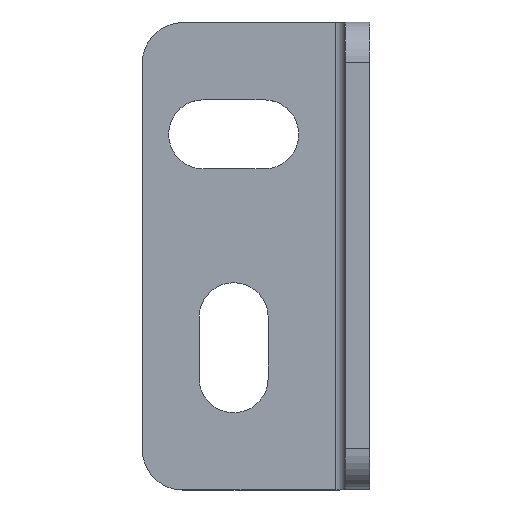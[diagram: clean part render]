
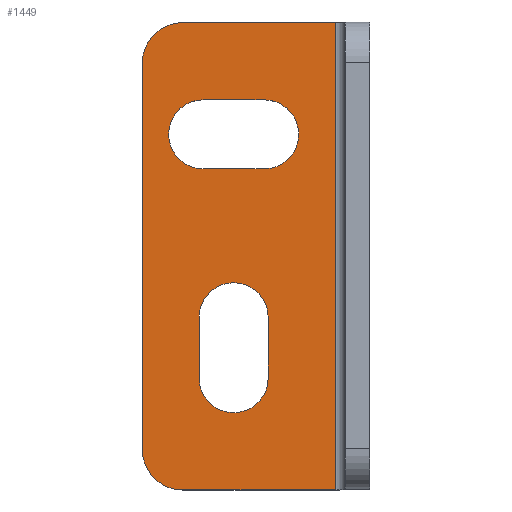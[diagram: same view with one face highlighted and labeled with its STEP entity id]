
A CAD part, top view. The second image highlights one B-rep face of the part: STEP entity #1449.
In plain terms, the highlighted planar face has unit normal (0, 0, 1).
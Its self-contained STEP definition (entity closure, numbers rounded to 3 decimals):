
#56=DIRECTION('',(1.,0.,0.));
#57=VECTOR('',#56,7.5);
#58=CARTESIAN_POINT('',(-12.9,-21.35,-17.6));
#59=LINE('',#58,#57);
#564=DIRECTION('',(0.,1.,0.));
#565=VECTOR('',#564,23.);
#566=CARTESIAN_POINT('',(-5.4,-21.35,-17.6));
#567=LINE('',#566,#565);
#571=CARTESIAN_POINT('',(-12.9,-19.35,-17.6));
#572=DIRECTION('',(0.,0.,-1.));
#573=DIRECTION('',(0.,-1.,0.));
#574=AXIS2_PLACEMENT_3D('',#571,#572,#573);
#579=DIRECTION('',(0.,1.,0.));
#580=VECTOR('',#579,19.);
#581=CARTESIAN_POINT('',(-14.9,-19.35,-17.6));
#582=LINE('',#581,#580);
#586=CARTESIAN_POINT('',(-12.9,-0.35,-17.6));
#587=DIRECTION('',(0.,0.,-1.));
#588=DIRECTION('',(-1.,0.,0.));
#589=AXIS2_PLACEMENT_3D('',#586,#587,#588);
#594=DIRECTION('',(1.,0.,0.));
#595=VECTOR('',#594,7.5);
#596=CARTESIAN_POINT('',(-12.9,1.65,-17.6));
#597=LINE('',#596,#595);
#601=CARTESIAN_POINT('',(-8.9,-3.85,-17.6));
#602=DIRECTION('',(0.,0.,1.));
#603=DIRECTION('',(0.,-1.,0.));
#604=AXIS2_PLACEMENT_3D('',#601,#602,#603);
#609=CARTESIAN_POINT('',(-8.9,-3.85,-17.6));
#610=DIRECTION('',(0.,0.,1.));
#611=DIRECTION('',(1.,0.,0.));
#612=AXIS2_PLACEMENT_3D('',#609,#610,#611);
#617=DIRECTION('',(-1.,0.,0.));
#618=VECTOR('',#617,3.);
#619=CARTESIAN_POINT('',(-8.9,-2.15,-17.6));
#620=LINE('',#619,#618);
#624=CARTESIAN_POINT('',(-11.9,-3.85,-17.6));
#625=DIRECTION('',(0.,0.,1.));
#626=DIRECTION('',(0.,1.,0.));
#627=AXIS2_PLACEMENT_3D('',#624,#625,#626);
#632=CARTESIAN_POINT('',(-11.9,-3.85,-17.6));
#633=DIRECTION('',(0.,0.,1.));
#634=DIRECTION('',(-1.,0.,0.));
#635=AXIS2_PLACEMENT_3D('',#632,#633,#634);
#640=DIRECTION('',(1.,0.,0.));
#641=VECTOR('',#640,3.);
#642=CARTESIAN_POINT('',(-11.9,-5.55,-17.6));
#643=LINE('',#642,#641);
#647=CARTESIAN_POINT('',(-10.4,-15.85,-17.6));
#648=DIRECTION('',(0.,0.,1.));
#649=DIRECTION('',(-1.,0.,0.));
#650=AXIS2_PLACEMENT_3D('',#647,#648,#649);
#655=DIRECTION('',(0.,1.,0.));
#656=VECTOR('',#655,3.);
#657=CARTESIAN_POINT('',(-8.7,-15.85,-17.6));
#658=LINE('',#657,#656);
#662=CARTESIAN_POINT('',(-10.4,-12.85,-17.6));
#663=DIRECTION('',(0.,0.,1.));
#664=DIRECTION('',(1.,0.,0.));
#665=AXIS2_PLACEMENT_3D('',#662,#663,#664);
#670=DIRECTION('',(0.,-1.,0.));
#671=VECTOR('',#670,3.);
#672=CARTESIAN_POINT('',(-12.1,-12.85,-17.6));
#673=LINE('',#672,#671);
#1015=CARTESIAN_POINT('',(-12.9,-21.35,-17.6));
#1016=VERTEX_POINT('',#1015);
#1017=CARTESIAN_POINT('',(-5.4,-21.35,-17.6));
#1018=VERTEX_POINT('',#1017);
#1139=CARTESIAN_POINT('',(-5.4,1.65,-17.6));
#1140=VERTEX_POINT('',#1139);
#1141=CARTESIAN_POINT('',(-14.9,-19.35,-17.6));
#1142=VERTEX_POINT('',#1141);
#1143=CARTESIAN_POINT('',(-14.9,-0.35,-17.6));
#1144=VERTEX_POINT('',#1143);
#1145=CARTESIAN_POINT('',(-12.9,1.65,-17.6));
#1146=VERTEX_POINT('',#1145);
#1147=CARTESIAN_POINT('',(-8.9,-5.55,-17.6));
#1148=CARTESIAN_POINT('',(-7.2,-3.85,-17.6));
#1149=VERTEX_POINT('',#1147);
#1150=VERTEX_POINT('',#1148);
#1151=CARTESIAN_POINT('',(-8.9,-2.15,-17.6));
#1152=VERTEX_POINT('',#1151);
#1153=CARTESIAN_POINT('',(-11.9,-2.15,-17.6));
#1154=VERTEX_POINT('',#1153);
#1155=CARTESIAN_POINT('',(-13.6,-3.85,-17.6));
#1156=VERTEX_POINT('',#1155);
#1157=CARTESIAN_POINT('',(-11.9,-5.55,-17.6));
#1158=VERTEX_POINT('',#1157);
#1159=CARTESIAN_POINT('',(-12.1,-15.85,-17.6));
#1160=CARTESIAN_POINT('',(-8.7,-15.85,-17.6));
#1161=VERTEX_POINT('',#1159);
#1162=VERTEX_POINT('',#1160);
#1163=CARTESIAN_POINT('',(-8.7,-12.85,-17.6));
#1164=VERTEX_POINT('',#1163);
#1165=CARTESIAN_POINT('',(-12.1,-12.85,-17.6));
#1166=VERTEX_POINT('',#1165);
#1408=CARTESIAN_POINT('',(-10.15,-9.85,-17.6));
#1409=DIRECTION('',(0.,0.,1.));
#1410=DIRECTION('',(1.,0.,0.));
#1411=AXIS2_PLACEMENT_3D('',#1408,#1409,#1410);
#1412=PLANE('',#1411);
#1413=ORIENTED_EDGE('',*,*,#1401,.F.);
#1414=ORIENTED_EDGE('',*,*,#1204,.F.);
#1416=ORIENTED_EDGE('',*,*,#1415,.T.);
#1418=ORIENTED_EDGE('',*,*,#1417,.T.);
#1420=ORIENTED_EDGE('',*,*,#1419,.T.);
#1422=ORIENTED_EDGE('',*,*,#1421,.T.);
#1423=EDGE_LOOP('',(#1413,#1414,#1416,#1418,#1420,#1422));
#1424=FACE_OUTER_BOUND('',#1423,.F.);
#1426=ORIENTED_EDGE('',*,*,#1425,.T.);
#1428=ORIENTED_EDGE('',*,*,#1427,.T.);
#1430=ORIENTED_EDGE('',*,*,#1429,.T.);
#1432=ORIENTED_EDGE('',*,*,#1431,.T.);
#1434=ORIENTED_EDGE('',*,*,#1433,.T.);
#1436=ORIENTED_EDGE('',*,*,#1435,.T.);
#1437=EDGE_LOOP('',(#1426,#1428,#1430,#1432,#1434,#1436));
#1438=FACE_BOUND('',#1437,.F.);
#1440=ORIENTED_EDGE('',*,*,#1439,.T.);
#1442=ORIENTED_EDGE('',*,*,#1441,.T.);
#1444=ORIENTED_EDGE('',*,*,#1443,.T.);
#1446=ORIENTED_EDGE('',*,*,#1445,.T.);
#1447=EDGE_LOOP('',(#1440,#1442,#1444,#1446));
#1448=FACE_BOUND('',#1447,.F.);
#1449=ADVANCED_FACE('',(#1424,#1438,#1448),#1412,.T.);
#575=CIRCLE('',#574,2.);
#590=CIRCLE('',#589,2.);
#605=CIRCLE('',#604,1.7);
#613=CIRCLE('',#612,1.7);
#628=CIRCLE('',#627,1.7);
#636=CIRCLE('',#635,1.7);
#651=CIRCLE('',#650,1.7);
#666=CIRCLE('',#665,1.7);
#1204=EDGE_CURVE('',#1016,#1018,#59,.T.);
#1401=EDGE_CURVE('',#1018,#1140,#567,.T.);
#1415=EDGE_CURVE('',#1016,#1142,#575,.T.);
#1417=EDGE_CURVE('',#1142,#1144,#582,.T.);
#1419=EDGE_CURVE('',#1144,#1146,#590,.T.);
#1421=EDGE_CURVE('',#1146,#1140,#597,.T.);
#1425=EDGE_CURVE('',#1149,#1150,#605,.T.);
#1427=EDGE_CURVE('',#1150,#1152,#613,.T.);
#1429=EDGE_CURVE('',#1152,#1154,#620,.T.);
#1431=EDGE_CURVE('',#1154,#1156,#628,.T.);
#1433=EDGE_CURVE('',#1156,#1158,#636,.T.);
#1435=EDGE_CURVE('',#1158,#1149,#643,.T.);
#1439=EDGE_CURVE('',#1161,#1162,#651,.T.);
#1441=EDGE_CURVE('',#1162,#1164,#658,.T.);
#1443=EDGE_CURVE('',#1164,#1166,#666,.T.);
#1445=EDGE_CURVE('',#1166,#1161,#673,.T.);
